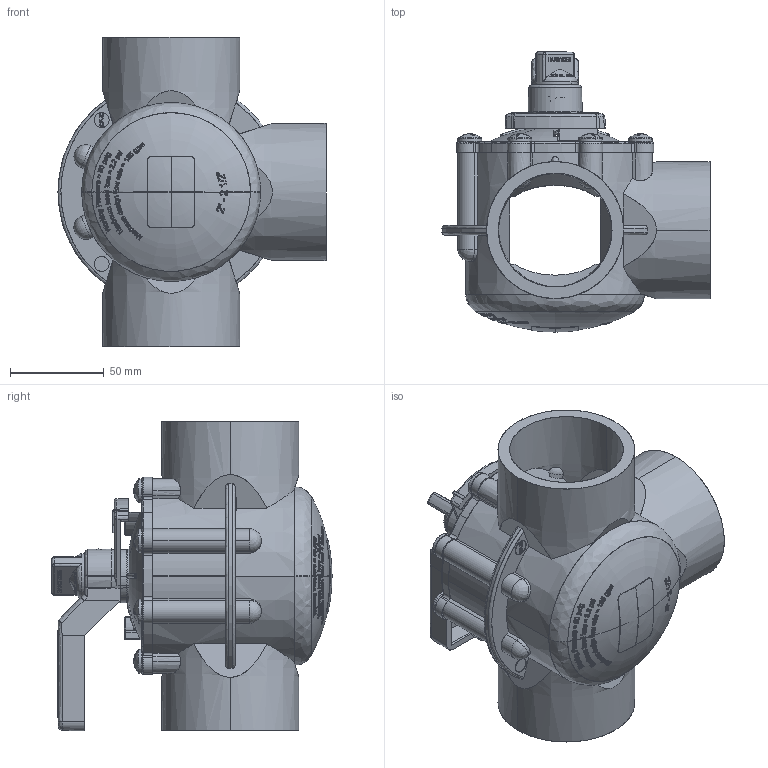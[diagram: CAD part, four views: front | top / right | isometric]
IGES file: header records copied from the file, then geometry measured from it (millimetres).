
Start section: SolidWorks IGES file using analytic representation for surfaces
Global section: file name: 4717.IGS; native system: SolidWorks 2016; preprocessor: SolidWorks 2016; author: Karl.Kendrick; date: 170614.064001; units: inch
Bounding box: 142.87 x 149.28 x 165.1 mm (x, y, z)
Surface area: 116117.4 mm2 (no closed solid volume)
Topology: 0 solids, 0 shells, 1423 faces, 29285 edges, 29202 vertices
Faces by surface type: bspline 974, revolution 449
